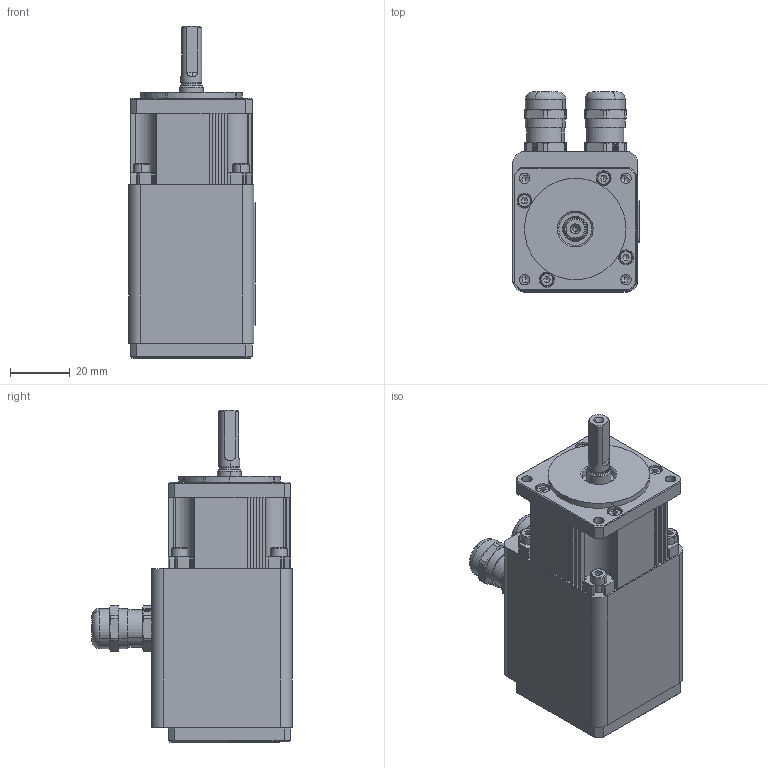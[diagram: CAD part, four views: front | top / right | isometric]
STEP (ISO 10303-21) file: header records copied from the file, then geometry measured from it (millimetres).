
FILE_DESCRIPTION((''),'2;1');
FILE_NAME('CML-30 + DINAMO.stp','2013-07-04T13:12:54',('arodrigo'),(''),'Autodesk Inventor 9','Autodesk Inventor 9','');
FILE_SCHEMA(('AUTOMOTIVE_DESIGN { 1 0 10303 214 1 1 1 1 }'));
Length unit declared in the file: millimetre
Products named in the file (1): Pieza1
Bounding box: 42.5 x 67 x 111.2 mm (x, y, z)
Volume: 158427.6 mm3; surface area: 27993.6 mm2
Topology: 1 solids, 13 shells, 841 faces, 2213 edges, 1424 vertices
Faces by surface type: plane 367, cylinder 237, cone 103, bspline 72, torus 38, sphere 24
Entity records: 27158 total; most frequent: CARTESIAN_POINT 6267, DIRECTION 4511, ORIENTED_EDGE 4366, EDGE_CURVE 2183, AXIS2_PLACEMENT_3D 1728, VERTEX_POINT 1424, VECTOR 1055, LINE 1055
